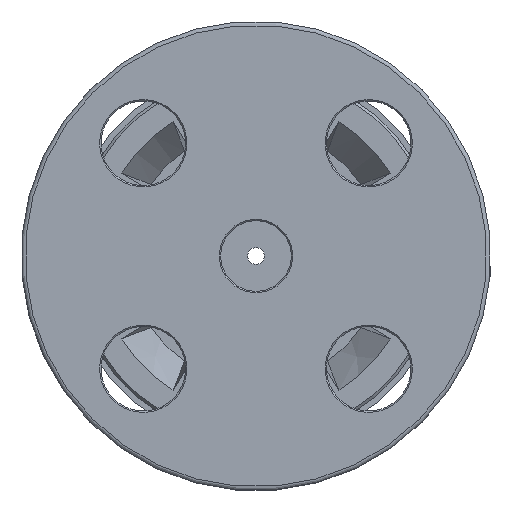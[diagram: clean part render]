
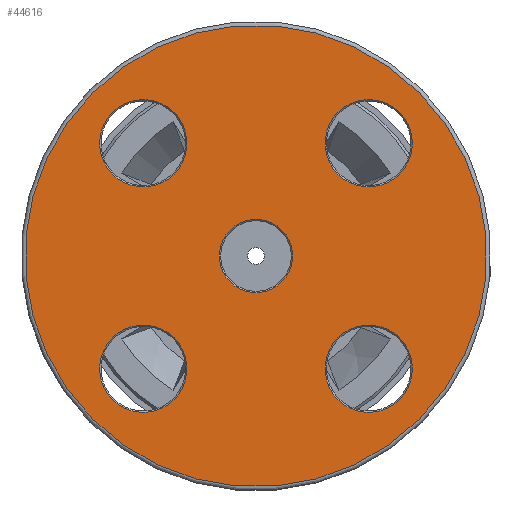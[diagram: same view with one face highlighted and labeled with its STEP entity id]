
A CAD part, front view. The second image highlights one B-rep face of the part: STEP entity #44616.
In plain terms, the highlighted planar face has unit normal (0, -1, 0).
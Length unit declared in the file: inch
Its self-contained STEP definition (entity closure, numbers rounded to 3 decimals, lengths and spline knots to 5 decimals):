
#44510=CARTESIAN_POINT('',(-1.21622,-2.,1.21622));
#44511=VERTEX_POINT('',#44510);
#44512=CARTESIAN_POINT('',(0.,-2.,0.));
#44513=DIRECTION('',(0.,1.,0.));
#44514=DIRECTION('',(0.707,0.,-0.707));
#44515=AXIS2_PLACEMENT_3D('',#44512,#44513,#44514);
#44516=CIRCLE('',#44515,1.72);
#44517=EDGE_CURVE('',#44511,#44511,#44516,.T.);
#44553=CARTESIAN_POINT('',(-0.7117,-2.,0.7117));
#44554=DIRECTION('',(0.0,-1.0,0.0));
#44555=DIRECTION('',(0.707,0.0,0.707));
#44556=AXIS2_PLACEMENT_3D('',#44553,#44554,#44555);
#44557=PLANE('',#44556);
#44558=ORIENTED_EDGE('',*,*,#44517,.F.);
#44559=EDGE_LOOP('',(#44558));
#44560=FACE_OUTER_BOUND('',#44559,.T.);
#44561=CARTESIAN_POINT('',(0.60988,-2.,1.0695));
#44562=VERTEX_POINT('',#44561);
#44563=CARTESIAN_POINT('',(0.83969,-2.,0.83969));
#44564=DIRECTION('',(0.,-1.0,0.));
#44565=DIRECTION('',(0.707,0.,-0.707));
#44566=AXIS2_PLACEMENT_3D('',#44563,#44564,#44565);
#44567=CIRCLE('',#44566,0.325);
#44568=EDGE_CURVE('',#44562,#44562,#44567,.T.);
#44569=ORIENTED_EDGE('',*,*,#44568,.F.);
#44570=EDGE_LOOP('',(#44569));
#44571=FACE_BOUND('',#44570,.T.);
#44572=CARTESIAN_POINT('',(1.0695,-2.,-0.60988));
#44573=VERTEX_POINT('',#44572);
#44574=CARTESIAN_POINT('',(0.83969,-2.,-0.83969));
#44575=DIRECTION('',(0.,-1.0,0.));
#44576=DIRECTION('',(-0.707,0.,-0.707));
#44577=AXIS2_PLACEMENT_3D('',#44574,#44575,#44576);
#44578=CIRCLE('',#44577,0.325);
#44579=EDGE_CURVE('',#44573,#44573,#44578,.T.);
#44580=ORIENTED_EDGE('',*,*,#44579,.F.);
#44581=EDGE_LOOP('',(#44580));
#44582=FACE_BOUND('',#44581,.T.);
#44583=CARTESIAN_POINT('',(-0.60988,-2.,-1.0695));
#44584=VERTEX_POINT('',#44583);
#44585=CARTESIAN_POINT('',(-0.83969,-2.,-0.83969));
#44586=DIRECTION('',(0.,-1.0,0.));
#44587=DIRECTION('',(-0.707,0.,0.707));
#44588=AXIS2_PLACEMENT_3D('',#44585,#44586,#44587);
#44589=CIRCLE('',#44588,0.325);
#44590=EDGE_CURVE('',#44584,#44584,#44589,.T.);
#44591=ORIENTED_EDGE('',*,*,#44590,.F.);
#44592=EDGE_LOOP('',(#44591));
#44593=FACE_BOUND('',#44592,.T.);
#44594=CARTESIAN_POINT('',(-0.19304,-2.,0.19304));
#44595=VERTEX_POINT('',#44594);
#44596=CARTESIAN_POINT('',(0.,-2.,0.));
#44597=DIRECTION('',(0.,-1.,0.));
#44598=DIRECTION('',(0.707,0.,-0.707));
#44599=AXIS2_PLACEMENT_3D('',#44596,#44597,#44598);
#44600=CIRCLE('',#44599,0.273);
#44601=EDGE_CURVE('',#44595,#44595,#44600,.T.);
#44602=ORIENTED_EDGE('',*,*,#44601,.F.);
#44603=EDGE_LOOP('',(#44602));
#44604=FACE_BOUND('',#44603,.T.);
#44605=CARTESIAN_POINT('',(-1.0695,-2.,0.60988));
#44606=VERTEX_POINT('',#44605);
#44607=CARTESIAN_POINT('',(-0.83969,-2.,0.83969));
#44608=DIRECTION('',(0.,-1.0,0.));
#44609=DIRECTION('',(0.707,0.,0.707));
#44610=AXIS2_PLACEMENT_3D('',#44607,#44608,#44609);
#44611=CIRCLE('',#44610,0.325);
#44612=EDGE_CURVE('',#44606,#44606,#44611,.T.);
#44613=ORIENTED_EDGE('',*,*,#44612,.F.);
#44614=EDGE_LOOP('',(#44613));
#44615=FACE_BOUND('',#44614,.T.);
#44616=ADVANCED_FACE('',(#44560,#44571,#44582,#44593,#44604,#44615),#44557,.T.);
